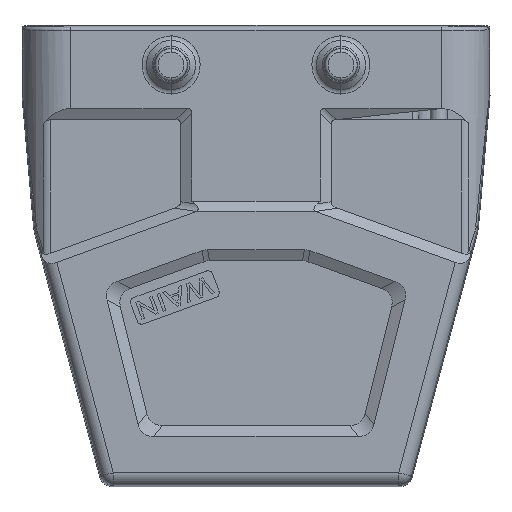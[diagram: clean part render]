
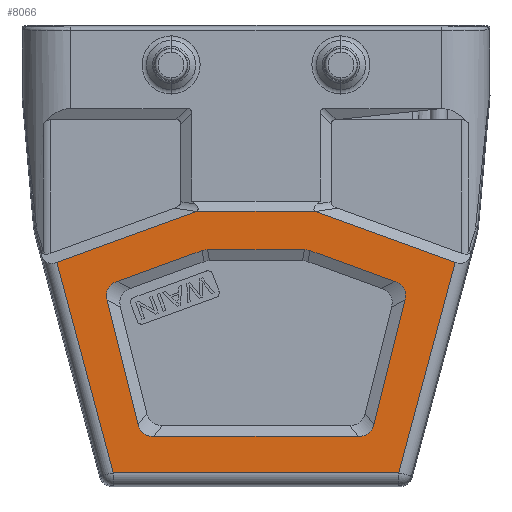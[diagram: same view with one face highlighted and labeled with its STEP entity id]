
A CAD part, front view. The second image highlights one B-rep face of the part: STEP entity #8066.
In plain terms, the highlighted planar face has unit normal (0, -1, 0).
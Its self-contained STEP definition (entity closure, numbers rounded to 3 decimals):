
#143=DIRECTION('',(0.242,0.,-0.97));
#144=VECTOR('',#143,19.974);
#145=CARTESIAN_POINT('',(-23.224,-22.5,
-42.895));
#146=LINE('',#145,#144);
#147=CARTESIAN_POINT('',(-15.977,-22.5,-64.151));
#148=CARTESIAN_POINT('',(-16.241,-22.5,-64.151));
#149=CARTESIAN_POINT('',(-16.726,-22.5,
-64.094));
#150=CARTESIAN_POINT('',(-17.322,-22.5,
-63.857));
#151=CARTESIAN_POINT('',(-17.788,-22.5,
-63.497));
#152=CARTESIAN_POINT('',(-18.162,-22.5,
-62.984));
#153=CARTESIAN_POINT('',(-18.335,-22.5,
-62.531));
#154=CARTESIAN_POINT('',(-18.398,-22.5,
-62.277));
#156=DIRECTION('',(1.,0.,0.));
#157=VECTOR('',#156,31.955);
#158=CARTESIAN_POINT('',(-15.977,-22.5,-64.151));
#159=LINE('',#158,#157);
#160=CARTESIAN_POINT('',(15.977,-22.5,-64.151));
#161=CARTESIAN_POINT('',(16.243,-22.5,-64.151));
#162=CARTESIAN_POINT('',(16.73,-22.5,-64.093));
#163=CARTESIAN_POINT('',(17.327,-22.5,-63.854));
#164=CARTESIAN_POINT('',(17.788,-22.5,-63.496));
#165=CARTESIAN_POINT('',(18.162,-22.5,-62.984));
#166=CARTESIAN_POINT('',(18.335,-22.5,-62.532));
#167=CARTESIAN_POINT('',(18.398,-22.5,-62.277));
#169=DIRECTION('',(0.242,0.,0.97));
#170=VECTOR('',#169,19.974);
#171=CARTESIAN_POINT('',(18.398,-22.5,-62.277));
#172=LINE('',#171,#170);
#173=CARTESIAN_POINT('',(23.224,-22.5,-42.895));
#174=CARTESIAN_POINT('',(23.284,-22.5,-42.656));
#175=CARTESIAN_POINT('',(23.349,-22.5,-42.205));
#176=CARTESIAN_POINT('',(23.294,-22.5,-41.596));
#177=CARTESIAN_POINT('',(23.102,-22.5,-41.085));
#178=CARTESIAN_POINT('',(22.779,-22.5,-40.639));
#179=CARTESIAN_POINT('',(22.297,-22.5,-40.251));
#180=CARTESIAN_POINT('',(21.88,-22.5,-40.052));
#181=CARTESIAN_POINT('',(21.647,-22.5,-39.967));
#183=DIRECTION('',(0.94,0.,-0.342));
#184=VECTOR('',#183,14.082);
#185=CARTESIAN_POINT('',(8.414,-22.5,-35.151));
#186=LINE('',#185,#184);
#187=CARTESIAN_POINT('',(8.414,-22.5,-35.151));
#188=CARTESIAN_POINT('',(8.138,-22.5,-35.05));
#189=CARTESIAN_POINT('',(7.853,-22.5,-35.));
#190=CARTESIAN_POINT('',(7.559,-22.5,-35.));
#192=DIRECTION('',(-1.,0.,0.));
#193=VECTOR('',#192,15.118);
#194=CARTESIAN_POINT('',(7.559,-22.5,-35.));
#195=LINE('',#194,#193);
#196=CARTESIAN_POINT('',(-7.559,-22.5,-35.));
#197=CARTESIAN_POINT('',(-7.853,-22.5,-35.));
#198=CARTESIAN_POINT('',(-8.138,-22.5,-35.05));
#199=CARTESIAN_POINT('',(-8.414,-22.5,-35.151));
#201=DIRECTION('',(0.94,0.,0.342));
#202=VECTOR('',#201,14.082);
#203=CARTESIAN_POINT('',(-21.647,-22.5,
-39.967));
#204=LINE('',#203,#202);
#205=CARTESIAN_POINT('',(-21.647,-22.5,
-39.967));
#206=CARTESIAN_POINT('',(-21.88,-22.5,
-40.052));
#207=CARTESIAN_POINT('',(-22.296,-22.5,
-40.251));
#208=CARTESIAN_POINT('',(-22.779,-22.5,
-40.639));
#209=CARTESIAN_POINT('',(-23.102,-22.5,
-41.085));
#210=CARTESIAN_POINT('',(-23.294,-22.5,
-41.596));
#211=CARTESIAN_POINT('',(-23.349,-22.5,
-42.204));
#212=CARTESIAN_POINT('',(-23.284,-22.5,
-42.656));
#213=CARTESIAN_POINT('',(-23.224,-22.5,
-42.895));
#215=DIRECTION('',(0.259,0.,-0.966));
#216=VECTOR('',#215,33.969);
#217=CARTESIAN_POINT('',(-31.065,-22.5,-37.01));
#218=LINE('',#217,#216);
#219=DIRECTION('',(0.94,0.,0.342));
#220=VECTOR('',#219,23.257);
#221=CARTESIAN_POINT('',(-31.065,-22.5,-37.01));
#222=LINE('',#221,#220);
#223=DIRECTION('',(1.,0.,0.));
#224=VECTOR('',#223,18.42);
#225=CARTESIAN_POINT('',(-9.21,-22.499,
-29.055));
#226=LINE('',#225,#224);
#227=DIRECTION('',(0.94,0.,-0.342));
#228=VECTOR('',#227,23.257);
#229=CARTESIAN_POINT('',(9.21,-22.499,-29.055));
#230=LINE('',#229,#228);
#231=DIRECTION('',(0.259,0.,0.966));
#232=VECTOR('',#231,33.969);
#233=CARTESIAN_POINT('',(22.273,-22.5,-69.821));
#234=LINE('',#233,#232);
#235=DIRECTION('',(1.,0.,0.));
#236=VECTOR('',#235,44.546);
#237=CARTESIAN_POINT('',(-22.273,-22.5,-69.821));
#238=LINE('',#237,#236);
#1077=CARTESIAN_POINT('',(-31.065,-22.5,-37.01));
#2107=CARTESIAN_POINT('',(31.065,-22.5,-37.01));
#7166=CARTESIAN_POINT('',(-23.224,-22.5,
-42.895));
#7167=CARTESIAN_POINT('',(-18.398,-22.5,
-62.277));
#7168=VERTEX_POINT('',#7166);
#7169=VERTEX_POINT('',#7167);
#7170=VERTEX_POINT('',#147);
#7171=VERTEX_POINT('',#160);
#7172=VERTEX_POINT('',#167);
#7173=CARTESIAN_POINT('',(23.224,-22.5,
-42.895));
#7174=VERTEX_POINT('',#7173);
#7175=VERTEX_POINT('',#181);
#7176=CARTESIAN_POINT('',(8.414,-22.5,-35.151));
#7177=VERTEX_POINT('',#7176);
#7178=VERTEX_POINT('',#190);
#7179=CARTESIAN_POINT('',(-7.559,-22.5,-35.));
#7180=VERTEX_POINT('',#7179);
#7181=VERTEX_POINT('',#199);
#7182=CARTESIAN_POINT('',(-21.647,-22.5,
-39.967));
#7183=VERTEX_POINT('',#7182);
#7257=CARTESIAN_POINT('',(-9.21,-22.499,
-29.055));
#7258=CARTESIAN_POINT('',(9.21,-22.499,
-29.055));
#7259=VERTEX_POINT('',#7257);
#7260=VERTEX_POINT('',#7258);
#7390=VERTEX_POINT('',#1077);
#7391=CARTESIAN_POINT('',(-22.273,-22.5,-69.821));
#7392=VERTEX_POINT('',#7391);
#7393=CARTESIAN_POINT('',(22.273,-22.5,-69.821));
#7394=VERTEX_POINT('',#7393);
#7395=VERTEX_POINT('',#2107);
#8021=CARTESIAN_POINT('',(0.,-22.5,0.));
#8022=DIRECTION('',(0.,1.,0.));
#8023=DIRECTION('',(1.,0.,0.));
#8024=AXIS2_PLACEMENT_3D('',#8021,#8022,#8023);
#8025=PLANE('',#8024);
#8027=ORIENTED_EDGE('',*,*,#8026,.F.);
#8029=ORIENTED_EDGE('',*,*,#8028,.T.);
#8031=ORIENTED_EDGE('',*,*,#8030,.T.);
#8033=ORIENTED_EDGE('',*,*,#8032,.T.);
#8035=ORIENTED_EDGE('',*,*,#8034,.F.);
#8037=ORIENTED_EDGE('',*,*,#8036,.F.);
#8038=EDGE_LOOP('',(#8027,#8029,#8031,#8033,#8035,#8037));
#8039=FACE_OUTER_BOUND('',#8038,.F.);
#8041=ORIENTED_EDGE('',*,*,#8040,.T.);
#8043=ORIENTED_EDGE('',*,*,#8042,.F.);
#8045=ORIENTED_EDGE('',*,*,#8044,.T.);
#8047=ORIENTED_EDGE('',*,*,#8046,.T.);
#8049=ORIENTED_EDGE('',*,*,#8048,.T.);
#8051=ORIENTED_EDGE('',*,*,#8050,.T.);
#8053=ORIENTED_EDGE('',*,*,#8052,.F.);
#8055=ORIENTED_EDGE('',*,*,#8054,.T.);
#8057=ORIENTED_EDGE('',*,*,#8056,.T.);
#8059=ORIENTED_EDGE('',*,*,#8058,.T.);
#8061=ORIENTED_EDGE('',*,*,#8060,.F.);
#8063=ORIENTED_EDGE('',*,*,#8062,.T.);
#8064=EDGE_LOOP('',(#8041,#8043,#8045,#8047,#8049,#8051,#8053,#8055,#8057,#8059,
#8061,#8063));
#8065=FACE_BOUND('',#8064,.F.);
#155=B_SPLINE_CURVE_WITH_KNOTS('',3,(#147,#148,#149,#150,#151,#152,#153,#154),
.UNSPECIFIED.,.F.,.F.,(4,1,1,1,1,4),(0.,0.2,0.4,0.6,0.8,1.),
.UNSPECIFIED.);
#168=B_SPLINE_CURVE_WITH_KNOTS('',3,(#160,#161,#162,#163,#164,#165,#166,#167),
.UNSPECIFIED.,.F.,.F.,(4,1,1,1,1,4),(0.,0.2,0.4,0.6,0.8,1.),
.UNSPECIFIED.);
#182=B_SPLINE_CURVE_WITH_KNOTS('',3,(#173,#174,#175,#176,#177,#178,#179,#180,
#181),.UNSPECIFIED.,.F.,.F.,(4,1,1,1,1,1,4),(0.,0.167,
0.333,0.5,0.667,0.833,1.),
.UNSPECIFIED.);
#191=B_SPLINE_CURVE_WITH_KNOTS('',3,(#187,#188,#189,#190),.UNSPECIFIED.,.F.,.F.,
(4,4),(0.,1.),.UNSPECIFIED.);
#200=B_SPLINE_CURVE_WITH_KNOTS('',3,(#196,#197,#198,#199),.UNSPECIFIED.,.F.,.F.,
(4,4),(0.,1.),.UNSPECIFIED.);
#214=B_SPLINE_CURVE_WITH_KNOTS('',3,(#205,#206,#207,#208,#209,#210,#211,#212,
#213),.UNSPECIFIED.,.F.,.F.,(4,1,1,1,1,1,4),(0.,0.167,
0.333,0.5,0.667,0.833,1.),
.UNSPECIFIED.);
#8026=EDGE_CURVE('',#7390,#7392,#218,.T.);
#8028=EDGE_CURVE('',#7390,#7259,#222,.T.);
#8030=EDGE_CURVE('',#7259,#7260,#226,.T.);
#8032=EDGE_CURVE('',#7260,#7395,#230,.T.);
#8034=EDGE_CURVE('',#7394,#7395,#234,.T.);
#8036=EDGE_CURVE('',#7392,#7394,#238,.T.);
#8040=EDGE_CURVE('',#7168,#7169,#146,.T.);
#8042=EDGE_CURVE('',#7170,#7169,#155,.T.);
#8044=EDGE_CURVE('',#7170,#7171,#159,.T.);
#8046=EDGE_CURVE('',#7171,#7172,#168,.T.);
#8048=EDGE_CURVE('',#7172,#7174,#172,.T.);
#8050=EDGE_CURVE('',#7174,#7175,#182,.T.);
#8052=EDGE_CURVE('',#7177,#7175,#186,.T.);
#8054=EDGE_CURVE('',#7177,#7178,#191,.T.);
#8056=EDGE_CURVE('',#7178,#7180,#195,.T.);
#8058=EDGE_CURVE('',#7180,#7181,#200,.T.);
#8060=EDGE_CURVE('',#7183,#7181,#204,.T.);
#8062=EDGE_CURVE('',#7183,#7168,#214,.T.);
#8066=ADVANCED_FACE('',(#8039,#8065),#8025,.F.);
